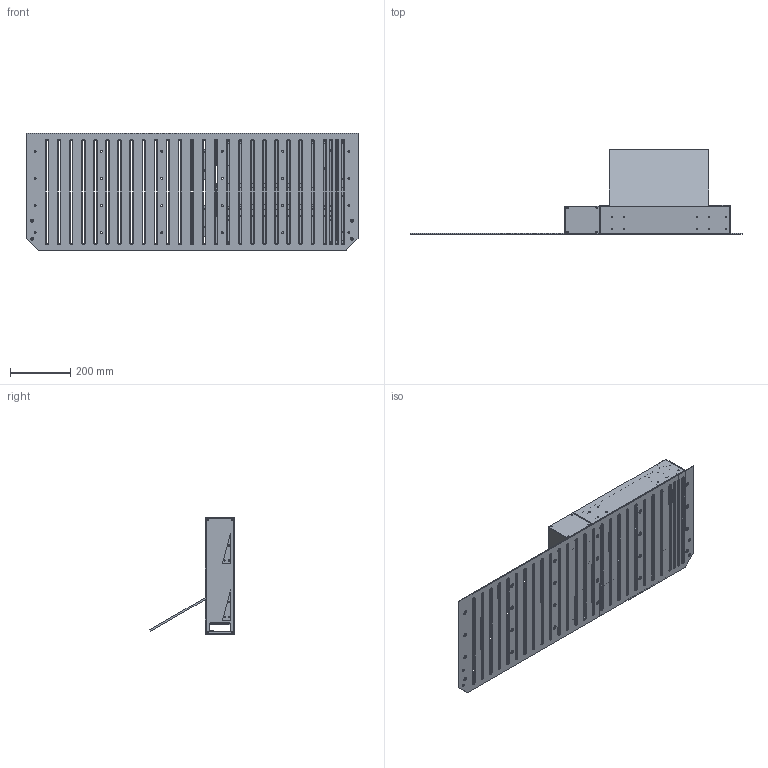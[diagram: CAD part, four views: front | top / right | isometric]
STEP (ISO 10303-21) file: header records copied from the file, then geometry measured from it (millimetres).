
FILE_DESCRIPTION (( 'STEP AP203' ), '1' );
FILE_NAME ('Base Plate Mk2 Assembly.STEP', '2023-02-03T18:21:56', ( '' ), ( '' ), 'SwSTEP 2.0', 'SolidWorks 2022', '' );
FILE_SCHEMA (( 'CONFIG_CONTROL_DESIGN' ));
Length unit declared in the file: millimetre
Products named in the file (25): Battery Bay Corner; Base Plate Mk2; Back Fan Duct; Laptop Front Plate; Back Door Hinge B; Laptop Duct D; Base Plate Mk2 Assembly; Laptop Duct A; Battery Mount; Back Door Hinge A; Laptop Plate; Battery Bay Front; Laptop Duct B; Laptop Back Divider; Battery Bay Side; Back Bay Back; Laptop Holder; Fan Mount; Back Bay Rib; Fan Cover; Laptop Support; Laptop Duct C; Laptop Rough; Fan Plate; Back Cover
Assembly tree (33 placements, depth 2):
  Base Plate Mk2 Assembly
    Base Plate Mk2
    Fan Plate
    Fan Mount  x2
    Laptop Support  x4
    Back Fan Duct
    Back Bay Rib  x2
    Back Bay Back
    Laptop Duct A
    Laptop Duct B
    Laptop Back Divider
    Laptop Front Plate
    Laptop Plate
    Laptop Duct C
    Laptop Duct D
    Battery Mount  x2
    Battery Bay Side  x2
    Battery Bay Corner  x2
    Battery Bay Front  x2
    Laptop Holder
    Fan Cover
    Back Door Hinge A
    Back Door Hinge B
    Back Cover
    Laptop Rough
Bounding box: 1100 x 281.52 x 390 mm (x, y, z)
Volume: 4873458.1 mm3; surface area: 2411480.7 mm2
Topology: 37 solids, 37 shells, 1551 faces, 4083 edges, 2604 vertices
Faces by surface type: cylinder 780, plane 599, cone 172
Entity records: 41843 total; most frequent: DIRECTION 7052, CARTESIAN_POINT 6562, ORIENTED_EDGE 6392, EDGE_CURVE 3196, AXIS2_PLACEMENT_3D 2588, VERTEX_POINT 2098, VECTOR 1876, LINE 1876
